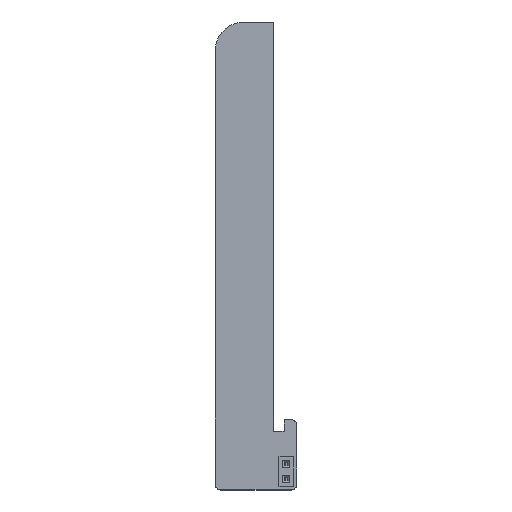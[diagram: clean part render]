
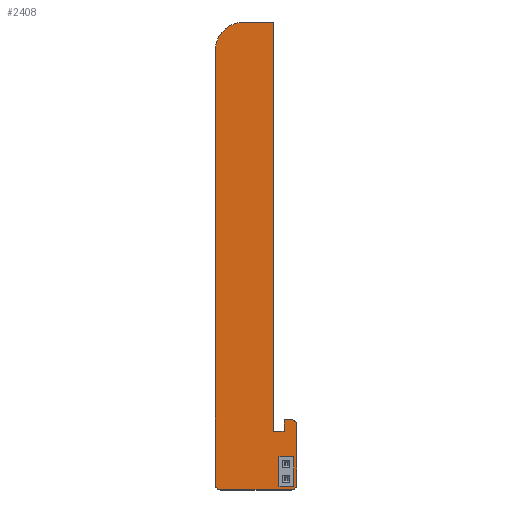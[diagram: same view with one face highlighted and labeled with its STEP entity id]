
A CAD part, top view. The second image highlights one B-rep face of the part: STEP entity #2408.
In plain terms, the highlighted planar face has unit normal (0, 0, 1).
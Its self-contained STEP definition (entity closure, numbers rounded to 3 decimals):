
#2206 = VERTEX_POINT('',#2207);
#2207 = CARTESIAN_POINT('',(144.,-125.4,1.6));
#2213 = EDGE_CURVE('',#2206,#2214,#2216,.T.);
#2214 = VERTEX_POINT('',#2215);
#2215 = CARTESIAN_POINT('',(145.8,-125.4,1.6));
#2216 = LINE('',#2217,#2218);
#2217 = CARTESIAN_POINT('',(144.,-125.4,1.6));
#2218 = VECTOR('',#2219,1.);
#2219 = DIRECTION('',(1.,0.,0.));
#2246 = VERTEX_POINT('',#2247);
#2247 = CARTESIAN_POINT('',(144.,-55.4,1.6));
#2253 = EDGE_CURVE('',#2246,#2206,#2254,.T.);
#2254 = LINE('',#2255,#2256);
#2255 = CARTESIAN_POINT('',(144.,-55.4,1.6));
#2256 = VECTOR('',#2257,1.);
#2257 = DIRECTION('',(0.,-1.,0.));
#2275 = EDGE_CURVE('',#2214,#2276,#2278,.T.);
#2276 = VERTEX_POINT('',#2277);
#2277 = CARTESIAN_POINT('',(145.8,-123.4,1.6));
#2278 = LINE('',#2279,#2280);
#2279 = CARTESIAN_POINT('',(145.8,-125.4,1.6));
#2280 = VECTOR('',#2281,1.);
#2281 = DIRECTION('',(0.,1.,0.));
#2408 = ADVANCED_FACE('',(#2409,#2488,#2499),#2510,.T.);
#2409 = FACE_BOUND('',#2410,.T.);
#2410 = EDGE_LOOP('',(#2411,#2412,#2413,#2421,#2430,#2438,#2447,#2455,
    #2464,#2472,#2481,#2487));
#2411 = ORIENTED_EDGE('',*,*,#2213,.F.);
#2412 = ORIENTED_EDGE('',*,*,#2253,.F.);
#2413 = ORIENTED_EDGE('',*,*,#2414,.F.);
#2414 = EDGE_CURVE('',#2415,#2246,#2417,.T.);
#2415 = VERTEX_POINT('',#2416);
#2416 = CARTESIAN_POINT('',(139.,-55.4,1.6));
#2417 = LINE('',#2418,#2419);
#2418 = CARTESIAN_POINT('',(139.,-55.4,1.6));
#2419 = VECTOR('',#2420,1.);
#2420 = DIRECTION('',(1.,0.,0.));
#2421 = ORIENTED_EDGE('',*,*,#2422,.F.);
#2422 = EDGE_CURVE('',#2423,#2415,#2425,.T.);
#2423 = VERTEX_POINT('',#2424);
#2424 = CARTESIAN_POINT('',(134.,-60.4,1.6));
#2425 = CIRCLE('',#2426,5.);
#2426 = AXIS2_PLACEMENT_3D('',#2427,#2428,#2429);
#2427 = CARTESIAN_POINT('',(139.,-60.4,1.6));
#2428 = DIRECTION('',(0.,0.,-1.));
#2429 = DIRECTION('',(-1.,0.,-0.));
#2430 = ORIENTED_EDGE('',*,*,#2431,.F.);
#2431 = EDGE_CURVE('',#2432,#2423,#2434,.T.);
#2432 = VERTEX_POINT('',#2433);
#2433 = CARTESIAN_POINT('',(134.,-134.4,1.6));
#2434 = LINE('',#2435,#2436);
#2435 = CARTESIAN_POINT('',(134.,-134.4,1.6));
#2436 = VECTOR('',#2437,1.);
#2437 = DIRECTION('',(0.,1.,0.));
#2438 = ORIENTED_EDGE('',*,*,#2439,.F.);
#2439 = EDGE_CURVE('',#2440,#2432,#2442,.T.);
#2440 = VERTEX_POINT('',#2441);
#2441 = CARTESIAN_POINT('',(135.,-135.4,1.6));
#2442 = CIRCLE('',#2443,1.);
#2443 = AXIS2_PLACEMENT_3D('',#2444,#2445,#2446);
#2444 = CARTESIAN_POINT('',(135.,-134.4,1.6));
#2445 = DIRECTION('',(0.,0.,-1.));
#2446 = DIRECTION('',(0.,-1.,0.));
#2447 = ORIENTED_EDGE('',*,*,#2448,.F.);
#2448 = EDGE_CURVE('',#2449,#2440,#2451,.T.);
#2449 = VERTEX_POINT('',#2450);
#2450 = CARTESIAN_POINT('',(147.,-135.4,1.6));
#2451 = LINE('',#2452,#2453);
#2452 = CARTESIAN_POINT('',(147.,-135.4,1.6));
#2453 = VECTOR('',#2454,1.);
#2454 = DIRECTION('',(-1.,0.,0.));
#2455 = ORIENTED_EDGE('',*,*,#2456,.F.);
#2456 = EDGE_CURVE('',#2457,#2449,#2459,.T.);
#2457 = VERTEX_POINT('',#2458);
#2458 = CARTESIAN_POINT('',(148.,-134.4,1.6));
#2459 = CIRCLE('',#2460,1.);
#2460 = AXIS2_PLACEMENT_3D('',#2461,#2462,#2463);
#2461 = CARTESIAN_POINT('',(147.,-134.4,1.6));
#2462 = DIRECTION('',(0.,0.,-1.));
#2463 = DIRECTION('',(1.,0.,0.));
#2464 = ORIENTED_EDGE('',*,*,#2465,.F.);
#2465 = EDGE_CURVE('',#2466,#2457,#2468,.T.);
#2466 = VERTEX_POINT('',#2467);
#2467 = CARTESIAN_POINT('',(148.,-124.4,1.6));
#2468 = LINE('',#2469,#2470);
#2469 = CARTESIAN_POINT('',(148.,-124.4,1.6));
#2470 = VECTOR('',#2471,1.);
#2471 = DIRECTION('',(0.,-1.,0.));
#2472 = ORIENTED_EDGE('',*,*,#2473,.F.);
#2473 = EDGE_CURVE('',#2474,#2466,#2476,.T.);
#2474 = VERTEX_POINT('',#2475);
#2475 = CARTESIAN_POINT('',(147.,-123.4,1.6));
#2476 = CIRCLE('',#2477,1.);
#2477 = AXIS2_PLACEMENT_3D('',#2478,#2479,#2480);
#2478 = CARTESIAN_POINT('',(147.,-124.4,1.6));
#2479 = DIRECTION('',(0.,0.,-1.));
#2480 = DIRECTION('',(0.,1.,0.));
#2481 = ORIENTED_EDGE('',*,*,#2482,.F.);
#2482 = EDGE_CURVE('',#2276,#2474,#2483,.T.);
#2483 = LINE('',#2484,#2485);
#2484 = CARTESIAN_POINT('',(145.8,-123.4,1.6));
#2485 = VECTOR('',#2486,1.);
#2486 = DIRECTION('',(1.,0.,0.));
#2487 = ORIENTED_EDGE('',*,*,#2275,.F.);
#2488 = FACE_BOUND('',#2489,.T.);
#2489 = EDGE_LOOP('',(#2490));
#2490 = ORIENTED_EDGE('',*,*,#2491,.T.);
#2491 = EDGE_CURVE('',#2492,#2492,#2494,.T.);
#2492 = VERTEX_POINT('',#2493);
#2493 = CARTESIAN_POINT('',(146.2,-134.04,1.6));
#2494 = CIRCLE('',#2495,0.5);
#2495 = AXIS2_PLACEMENT_3D('',#2496,#2497,#2498);
#2496 = CARTESIAN_POINT('',(146.2,-133.54,1.6));
#2497 = DIRECTION('',(-0.,0.,-1.));
#2498 = DIRECTION('',(-0.,-1.,0.));
#2499 = FACE_BOUND('',#2500,.T.);
#2500 = EDGE_LOOP('',(#2501));
#2501 = ORIENTED_EDGE('',*,*,#2502,.T.);
#2502 = EDGE_CURVE('',#2503,#2503,#2505,.T.);
#2503 = VERTEX_POINT('',#2504);
#2504 = CARTESIAN_POINT('',(146.2,-131.5,1.6));
#2505 = CIRCLE('',#2506,0.5);
#2506 = AXIS2_PLACEMENT_3D('',#2507,#2508,#2509);
#2507 = CARTESIAN_POINT('',(146.2,-131.,1.6));
#2508 = DIRECTION('',(-0.,0.,-1.));
#2509 = DIRECTION('',(-0.,-1.,0.));
#2510 = PLANE('',#2511);
#2511 = AXIS2_PLACEMENT_3D('',#2512,#2513,#2514);
#2512 = CARTESIAN_POINT('',(0.,0.,1.6));
#2513 = DIRECTION('',(0.,0.,1.));
#2514 = DIRECTION('',(1.,0.,-0.));
